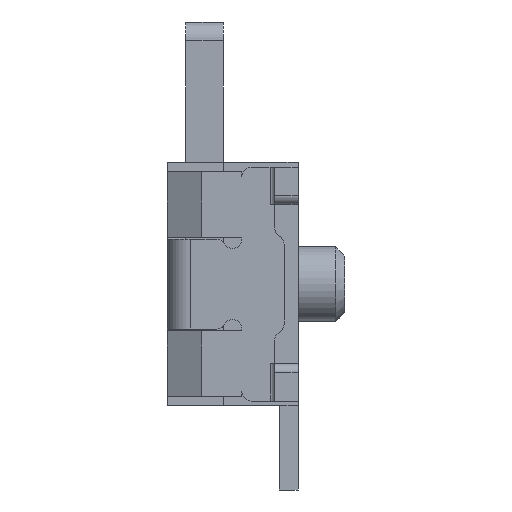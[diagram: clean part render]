
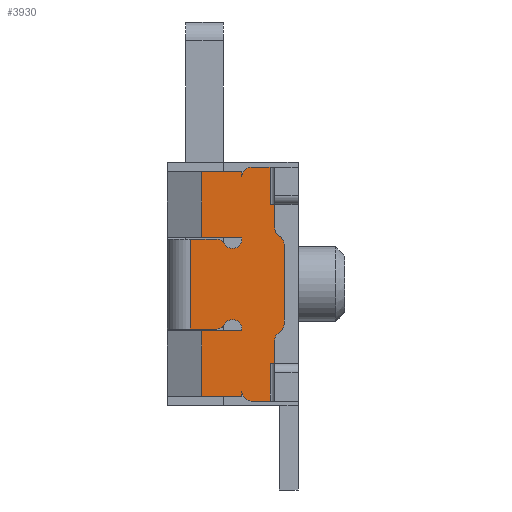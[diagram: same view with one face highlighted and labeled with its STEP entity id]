
A CAD part, left-side view. The second image highlights one B-rep face of the part: STEP entity #3930.
In plain terms, the highlighted planar face has unit normal (-1, 0, 0).
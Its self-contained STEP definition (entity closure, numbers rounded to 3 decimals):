
#125=CIRCLE('',#5640,0.1);
#126=CIRCLE('',#5641,0.1);
#127=CIRCLE('',#5642,0.1);
#128=CIRCLE('',#5643,0.1);
#129=CIRCLE('',#5644,0.1);
#130=CIRCLE('',#5645,0.1);
#131=CIRCLE('',#5646,0.1);
#132=CIRCLE('',#5647,0.1);
#133=CIRCLE('',#5648,0.1);
#134=CIRCLE('',#5649,0.1);
#656=ORIENTED_EDGE('',*,*,#1728,.F.);
#657=ORIENTED_EDGE('',*,*,#1729,.T.);
#658=ORIENTED_EDGE('',*,*,#1730,.F.);
#659=ORIENTED_EDGE('',*,*,#1731,.F.);
#660=ORIENTED_EDGE('',*,*,#1732,.T.);
#661=ORIENTED_EDGE('',*,*,#1733,.T.);
#662=ORIENTED_EDGE('',*,*,#1523,.T.);
#663=ORIENTED_EDGE('',*,*,#1734,.F.);
#664=ORIENTED_EDGE('',*,*,#1735,.T.);
#665=ORIENTED_EDGE('',*,*,#1592,.T.);
#666=ORIENTED_EDGE('',*,*,#1727,.T.);
#667=ORIENTED_EDGE('',*,*,#1583,.T.);
#668=ORIENTED_EDGE('',*,*,#1736,.T.);
#669=ORIENTED_EDGE('',*,*,#1737,.F.);
#670=ORIENTED_EDGE('',*,*,#1738,.T.);
#671=ORIENTED_EDGE('',*,*,#1739,.F.);
#672=ORIENTED_EDGE('',*,*,#1740,.F.);
#673=ORIENTED_EDGE('',*,*,#1741,.T.);
#674=ORIENTED_EDGE('',*,*,#1742,.T.);
#675=ORIENTED_EDGE('',*,*,#1743,.T.);
#676=ORIENTED_EDGE('',*,*,#1656,.T.);
#677=ORIENTED_EDGE('',*,*,#1744,.F.);
#678=ORIENTED_EDGE('',*,*,#1745,.T.);
#679=ORIENTED_EDGE('',*,*,#1746,.T.);
#680=ORIENTED_EDGE('',*,*,#1747,.F.);
#681=ORIENTED_EDGE('',*,*,#1748,.T.);
#682=ORIENTED_EDGE('',*,*,#1749,.T.);
#683=ORIENTED_EDGE('',*,*,#1750,.T.);
#684=ORIENTED_EDGE('',*,*,#1751,.F.);
#685=ORIENTED_EDGE('',*,*,#1752,.T.);
#686=ORIENTED_EDGE('',*,*,#1753,.F.);
#687=ORIENTED_EDGE('',*,*,#1644,.F.);
#1523=EDGE_CURVE('',#2087,#2090,#2472,.T.);
#1583=EDGE_CURVE('',#2140,#2139,#2517,.T.);
#1592=EDGE_CURVE('',#2148,#2147,#2522,.T.);
#1644=EDGE_CURVE('',#2187,#2186,#2552,.T.);
#1656=EDGE_CURVE('',#2196,#2197,#2562,.T.);
#1727=EDGE_CURVE('',#2147,#2140,#2606,.T.);
#1728=EDGE_CURVE('',#2244,#2187,#2607,.T.);
#1729=EDGE_CURVE('',#2244,#2245,#125,.F.);
#1730=EDGE_CURVE('',#2246,#2245,#2608,.T.);
#1731=EDGE_CURVE('',#2247,#2246,#2609,.T.);
#1732=EDGE_CURVE('',#2247,#2248,#2610,.T.);
#1733=EDGE_CURVE('',#2248,#2087,#2611,.T.);
#1734=EDGE_CURVE('',#2249,#2090,#126,.F.);
#1735=EDGE_CURVE('',#2249,#2148,#127,.F.);
#1736=EDGE_CURVE('',#2139,#2250,#128,.F.);
#1737=EDGE_CURVE('',#2251,#2250,#129,.F.);
#1738=EDGE_CURVE('',#2251,#2252,#2612,.T.);
#1739=EDGE_CURVE('',#2253,#2252,#2613,.T.);
#1740=EDGE_CURVE('',#2254,#2253,#2614,.T.);
#1741=EDGE_CURVE('',#2254,#2255,#2615,.T.);
#1742=EDGE_CURVE('',#2255,#2256,#2616,.T.);
#1743=EDGE_CURVE('',#2256,#2196,#130,.F.);
#1744=EDGE_CURVE('',#2257,#2197,#2617,.T.);
#1745=EDGE_CURVE('',#2257,#2258,#2618,.T.);
#1746=EDGE_CURVE('',#2258,#2259,#2619,.T.);
#1747=EDGE_CURVE('',#2260,#2259,#131,.F.);
#1748=EDGE_CURVE('',#2260,#2261,#132,.F.);
#1749=EDGE_CURVE('',#2261,#2262,#2620,.T.);
#1750=EDGE_CURVE('',#2262,#2263,#133,.F.);
#1751=EDGE_CURVE('',#2264,#2263,#134,.F.);
#1752=EDGE_CURVE('',#2264,#2265,#2621,.T.);
#1753=EDGE_CURVE('',#2186,#2265,#2622,.T.);
#2087=VERTEX_POINT('',#7227);
#2090=VERTEX_POINT('',#7232);
#2139=VERTEX_POINT('',#7346);
#2140=VERTEX_POINT('',#7348);
#2147=VERTEX_POINT('',#7364);
#2148=VERTEX_POINT('',#7366);
#2186=VERTEX_POINT('',#7491);
#2187=VERTEX_POINT('',#7493);
#2196=VERTEX_POINT('',#7518);
#2197=VERTEX_POINT('',#7519);
#2244=VERTEX_POINT('',#7653);
#2245=VERTEX_POINT('',#7655);
#2246=VERTEX_POINT('',#7657);
#2247=VERTEX_POINT('',#7659);
#2248=VERTEX_POINT('',#7661);
#2249=VERTEX_POINT('',#7664);
#2250=VERTEX_POINT('',#7667);
#2251=VERTEX_POINT('',#7669);
#2252=VERTEX_POINT('',#7671);
#2253=VERTEX_POINT('',#7673);
#2254=VERTEX_POINT('',#7675);
#2255=VERTEX_POINT('',#7677);
#2256=VERTEX_POINT('',#7679);
#2257=VERTEX_POINT('',#7682);
#2258=VERTEX_POINT('',#7684);
#2259=VERTEX_POINT('',#7686);
#2260=VERTEX_POINT('',#7688);
#2261=VERTEX_POINT('',#7690);
#2262=VERTEX_POINT('',#7692);
#2263=VERTEX_POINT('',#7694);
#2264=VERTEX_POINT('',#7696);
#2265=VERTEX_POINT('',#7698);
#2472=LINE('',#7233,#2946);
#2517=LINE('',#7347,#2991);
#2522=LINE('',#7365,#2996);
#2552=LINE('',#7494,#3026);
#2562=LINE('',#7517,#3036);
#2606=LINE('',#7650,#3080);
#2607=LINE('',#7652,#3081);
#2608=LINE('',#7656,#3082);
#2609=LINE('',#7658,#3083);
#2610=LINE('',#7660,#3084);
#2611=LINE('',#7662,#3085);
#2612=LINE('',#7670,#3086);
#2613=LINE('',#7672,#3087);
#2614=LINE('',#7674,#3088);
#2615=LINE('',#7676,#3089);
#2616=LINE('',#7678,#3090);
#2617=LINE('',#7681,#3091);
#2618=LINE('',#7683,#3092);
#2619=LINE('',#7685,#3093);
#2620=LINE('',#7691,#3094);
#2621=LINE('',#7697,#3095);
#2622=LINE('',#7699,#3096);
#2946=VECTOR('',#6031,1000.);
#2991=VECTOR('',#6116,1000.);
#2996=VECTOR('',#6131,1000.);
#3026=VECTOR('',#6215,1000.);
#3036=VECTOR('',#6235,1000.);
#3080=VECTOR('',#6361,1000.);
#3081=VECTOR('',#6364,1000.);
#3082=VECTOR('',#6367,1000.);
#3083=VECTOR('',#6368,1000.);
#3084=VECTOR('',#6369,1000.);
#3085=VECTOR('',#6370,1000.);
#3086=VECTOR('',#6379,1000.);
#3087=VECTOR('',#6380,1000.);
#3088=VECTOR('',#6381,1000.);
#3089=VECTOR('',#6382,1000.);
#3090=VECTOR('',#6383,1000.);
#3091=VECTOR('',#6386,1000.);
#3092=VECTOR('',#6387,1000.);
#3093=VECTOR('',#6388,1000.);
#3094=VECTOR('',#6393,1000.);
#3095=VECTOR('',#6398,1000.);
#3096=VECTOR('',#6399,1000.);
#3344=EDGE_LOOP('',(#656,#657,#658,#659,#660,#661,#662,#663,#664,#665,#666,
#667,#668,#669,#670,#671,#672,#673,#674,#675,#676,#677,#678,#679,#680,#681,
#682,#683,#684,#685,#686,#687));
#3564=FACE_BOUND('',#3344,.T.);
#3763=PLANE('',#5639);
#3930=ADVANCED_FACE('',(#3564),#3763,.F.);
#5639=AXIS2_PLACEMENT_3D('',#7651,#6362,#6363);
#5640=AXIS2_PLACEMENT_3D('',#7654,#6365,#6366);
#5641=AXIS2_PLACEMENT_3D('',#7663,#6371,#6372);
#5642=AXIS2_PLACEMENT_3D('',#7665,#6373,#6374);
#5643=AXIS2_PLACEMENT_3D('',#7666,#6375,#6376);
#5644=AXIS2_PLACEMENT_3D('',#7668,#6377,#6378);
#5645=AXIS2_PLACEMENT_3D('',#7680,#6384,#6385);
#5646=AXIS2_PLACEMENT_3D('',#7687,#6389,#6390);
#5647=AXIS2_PLACEMENT_3D('',#7689,#6391,#6392);
#5648=AXIS2_PLACEMENT_3D('',#7693,#6394,#6395);
#5649=AXIS2_PLACEMENT_3D('',#7695,#6396,#6397);
#6031=DIRECTION('',(0.,0.,-1.));
#6116=DIRECTION('',(0.,-1.,0.));
#6131=DIRECTION('',(0.,1.,0.));
#6215=DIRECTION('',(0.,0.,-1.));
#6235=DIRECTION('',(0.,-1.,0.));
#6361=DIRECTION('',(0.,0.,-1.));
#6362=DIRECTION('',(1.,0.,0.));
#6363=DIRECTION('',(0.,0.,-1.));
#6364=DIRECTION('',(0.,-1.,0.));
#6365=DIRECTION('',(1.,0.,0.));
#6366=DIRECTION('',(0.,0.,-1.));
#6367=DIRECTION('',(0.,0.,-1.));
#6368=DIRECTION('',(0.,-1.,0.));
#6369=DIRECTION('',(0.,0.,-1.));
#6370=DIRECTION('',(0.,-1.,0.));
#6371=DIRECTION('',(1.,0.,0.));
#6372=DIRECTION('',(0.,0.,-1.));
#6373=DIRECTION('',(1.,0.,0.));
#6374=DIRECTION('',(0.,0.,-1.));
#6375=DIRECTION('',(1.,0.,0.));
#6376=DIRECTION('',(0.,0.,-1.));
#6377=DIRECTION('',(1.,0.,0.));
#6378=DIRECTION('',(0.,0.,-1.));
#6379=DIRECTION('',(0.,0.,-1.));
#6380=DIRECTION('',(0.,-1.,0.));
#6381=DIRECTION('',(0.,0.,1.));
#6382=DIRECTION('',(0.,-1.,0.));
#6383=DIRECTION('',(0.,0.,1.));
#6384=DIRECTION('',(1.,0.,0.));
#6385=DIRECTION('',(0.,0.,-1.));
#6386=DIRECTION('',(0.,0.,-1.));
#6387=DIRECTION('',(0.,-1.,0.));
#6388=DIRECTION('',(0.,0.,1.));
#6389=DIRECTION('',(1.,0.,0.));
#6390=DIRECTION('',(0.,0.,-1.));
#6391=DIRECTION('',(1.,0.,0.));
#6392=DIRECTION('',(0.,0.,-1.));
#6393=DIRECTION('',(0.,0.,1.));
#6394=DIRECTION('',(1.,0.,0.));
#6395=DIRECTION('',(0.,0.,-1.));
#6396=DIRECTION('',(1.,0.,0.));
#6397=DIRECTION('',(0.,0.,-1.));
#6398=DIRECTION('',(0.,0.,1.));
#6399=DIRECTION('',(0.,-1.,0.));
#7227=CARTESIAN_POINT('',(-5.65,0.6,0.5));
#7232=CARTESIAN_POINT('',(-5.65,0.6,0.48));
#7233=CARTESIAN_POINT('',(-5.65,0.6,1.25));
#7346=CARTESIAN_POINT('',(-5.65,0.873,-0.48));
#7347=CARTESIAN_POINT('',(-5.65,1.15,-0.48));
#7348=CARTESIAN_POINT('',(-5.65,1.15,-0.48));
#7364=CARTESIAN_POINT('',(-5.65,1.15,0.48));
#7365=CARTESIAN_POINT('',(-5.65,1.15,0.48));
#7366=CARTESIAN_POINT('',(-5.65,0.873,0.48));
#7491=CARTESIAN_POINT('',(-5.65,0.3,0.85));
#7493=CARTESIAN_POINT('',(-5.65,0.3,1.25));
#7494=CARTESIAN_POINT('',(-5.65,0.3,1.25));
#7517=CARTESIAN_POINT('',(-5.65,1.15,-1.25));
#7518=CARTESIAN_POINT('',(-5.65,0.5,-1.25));
#7519=CARTESIAN_POINT('',(-5.65,0.3,-1.25));
#7650=CARTESIAN_POINT('',(-5.65,1.15,1.25));
#7651=CARTESIAN_POINT('',(-5.65,1.15,1.25));
#7652=CARTESIAN_POINT('',(-5.65,1.15,1.25));
#7653=CARTESIAN_POINT('',(-5.65,0.5,1.25));
#7654=CARTESIAN_POINT('',(-5.65,0.5,1.15));
#7655=CARTESIAN_POINT('',(-5.65,0.6,1.15));
#7656=CARTESIAN_POINT('',(-5.65,0.6,1.2));
#7657=CARTESIAN_POINT('',(-5.65,0.6,1.2));
#7658=CARTESIAN_POINT('',(-5.65,1.03,1.2));
#7659=CARTESIAN_POINT('',(-5.65,1.03,1.2));
#7660=CARTESIAN_POINT('',(-5.65,1.03,1.2));
#7661=CARTESIAN_POINT('',(-5.65,1.03,0.5));
#7662=CARTESIAN_POINT('',(-5.65,1.03,0.5));
#7663=CARTESIAN_POINT('',(-5.65,0.7,0.48));
#7664=CARTESIAN_POINT('',(-5.65,0.787,0.43));
#7665=CARTESIAN_POINT('',(-5.65,0.873,0.38));
#7666=CARTESIAN_POINT('',(-5.65,0.873,-0.38));
#7667=CARTESIAN_POINT('',(-5.65,0.787,-0.43));
#7668=CARTESIAN_POINT('',(-5.65,0.7,-0.48));
#7669=CARTESIAN_POINT('',(-5.65,0.6,-0.48));
#7670=CARTESIAN_POINT('',(-5.65,0.6,1.25));
#7671=CARTESIAN_POINT('',(-5.65,0.6,-0.5));
#7672=CARTESIAN_POINT('',(-5.65,1.03,-0.5));
#7673=CARTESIAN_POINT('',(-5.65,1.03,-0.5));
#7674=CARTESIAN_POINT('',(-5.65,1.03,-1.2));
#7675=CARTESIAN_POINT('',(-5.65,1.03,-1.2));
#7676=CARTESIAN_POINT('',(-5.65,1.03,-1.2));
#7677=CARTESIAN_POINT('',(-5.65,0.6,-1.2));
#7678=CARTESIAN_POINT('',(-5.65,0.6,-1.2));
#7679=CARTESIAN_POINT('',(-5.65,0.6,-1.15));
#7680=CARTESIAN_POINT('',(-5.65,0.5,-1.15));
#7681=CARTESIAN_POINT('',(-5.65,0.3,1.25));
#7682=CARTESIAN_POINT('',(-5.65,0.3,-0.85));
#7683=CARTESIAN_POINT('',(-5.65,1.4,-0.85));
#7684=CARTESIAN_POINT('',(-5.65,0.25,-0.85));
#7685=CARTESIAN_POINT('',(-5.65,0.25,1.25));
#7686=CARTESIAN_POINT('',(-5.65,0.25,-0.6));
#7687=CARTESIAN_POINT('',(-5.65,0.15,-0.6));
#7688=CARTESIAN_POINT('',(-5.65,0.2,-0.514));
#7689=CARTESIAN_POINT('',(-5.65,0.25,-0.427));
#7690=CARTESIAN_POINT('',(-5.65,0.15,-0.427));
#7691=CARTESIAN_POINT('',(-5.65,0.15,1.25));
#7692=CARTESIAN_POINT('',(-5.65,0.15,0.427));
#7693=CARTESIAN_POINT('',(-5.65,0.25,0.427));
#7694=CARTESIAN_POINT('',(-5.65,0.2,0.514));
#7695=CARTESIAN_POINT('',(-5.65,0.15,0.6));
#7696=CARTESIAN_POINT('',(-5.65,0.25,0.6));
#7697=CARTESIAN_POINT('',(-5.65,0.25,1.25));
#7698=CARTESIAN_POINT('',(-5.65,0.25,0.85));
#7699=CARTESIAN_POINT('',(-5.65,1.4,0.85));
